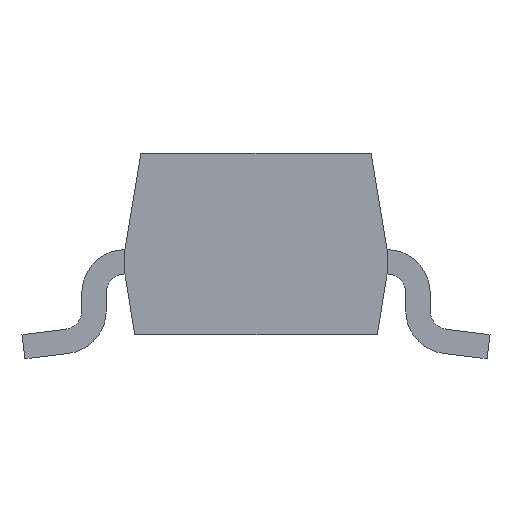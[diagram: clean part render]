
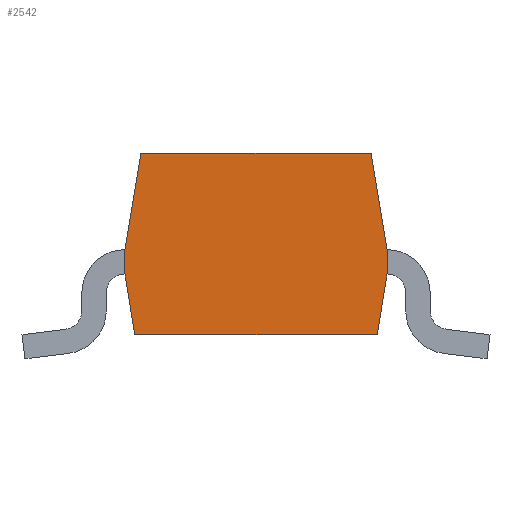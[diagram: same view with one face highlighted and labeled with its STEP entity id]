
A CAD part, front view. The second image highlights one B-rep face of the part: STEP entity #2542.
In plain terms, the highlighted planar face has unit normal (0, -1, 0).
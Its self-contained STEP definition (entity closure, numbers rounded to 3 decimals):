
#258=PLANE('',#2670);
#393=FACE_OUTER_BOUND('',#534,.T.);
#534=EDGE_LOOP('',(#2325,#2326,#2327,#2328,#2329,#2330,#2331,#2332));
#737=LINE('',#4704,#962);
#741=LINE('',#4713,#966);
#745=LINE('',#4720,#970);
#747=LINE('',#4725,#972);
#750=LINE('',#4731,#975);
#753=LINE('',#4737,#978);
#756=LINE('',#4743,#981);
#759=LINE('',#4748,#984);
#962=VECTOR('',#3059,1.23);
#966=VECTOR('',#3065,0.13);
#970=VECTOR('',#3071,0.522);
#972=VECTOR('',#3077,0.522);
#975=VECTOR('',#3082,0.13);
#978=VECTOR('',#3087,0.329);
#981=VECTOR('',#3092,1.296);
#984=VECTOR('',#3097,0.329);
#1236=VERTEX_POINT('',#4702);
#1237=VERTEX_POINT('',#4703);
#1240=VERTEX_POINT('',#4711);
#1241=VERTEX_POINT('',#4712);
#1244=VERTEX_POINT('',#4724);
#1246=VERTEX_POINT('',#4730);
#1248=VERTEX_POINT('',#4736);
#1250=VERTEX_POINT('',#4742);
#1591=EDGE_CURVE('',#1236,#1237,#737,.T.);
#1595=EDGE_CURVE('',#1240,#1241,#741,.T.);
#1599=EDGE_CURVE('',#1241,#1236,#745,.T.);
#1601=EDGE_CURVE('',#1237,#1244,#747,.T.);
#1604=EDGE_CURVE('',#1244,#1246,#750,.T.);
#1607=EDGE_CURVE('',#1246,#1248,#753,.T.);
#1610=EDGE_CURVE('',#1248,#1250,#756,.T.);
#1613=EDGE_CURVE('',#1250,#1240,#759,.T.);
#2325=ORIENTED_EDGE('',*,*,#1595,.F.);
#2326=ORIENTED_EDGE('',*,*,#1613,.F.);
#2327=ORIENTED_EDGE('',*,*,#1610,.F.);
#2328=ORIENTED_EDGE('',*,*,#1607,.F.);
#2329=ORIENTED_EDGE('',*,*,#1604,.F.);
#2330=ORIENTED_EDGE('',*,*,#1601,.F.);
#2331=ORIENTED_EDGE('',*,*,#1591,.F.);
#2332=ORIENTED_EDGE('',*,*,#1599,.F.);
#2542=ADVANCED_FACE('',(#393),#258,.T.);
#2670=AXIS2_PLACEMENT_3D('',#4750,#3099,#3100);
#3059=DIRECTION('',(1.,0.,0.));
#3065=DIRECTION('',(0.,0.,1.));
#3071=DIRECTION('',(0.162,0.,0.987));
#3077=DIRECTION('',(0.162,0.,-0.987));
#3082=DIRECTION('',(0.,0.,-1.));
#3087=DIRECTION('',(-0.159,0.,-0.987));
#3092=DIRECTION('',(-1.,0.,0.));
#3097=DIRECTION('',(-0.159,0.,0.987));
#3099=DIRECTION('center_axis',(0.,-1.,0.));
#3100=DIRECTION('ref_axis',(0.,0.,1.));
#4702=CARTESIAN_POINT('',(-0.615,-1.5,1.1));
#4703=CARTESIAN_POINT('',(0.615,-1.5,1.1));
#4704=CARTESIAN_POINT('',(-0.615,-1.5,1.1));
#4711=CARTESIAN_POINT('',(-0.7,-1.5,0.455));
#4712=CARTESIAN_POINT('',(-0.7,-1.5,0.585));
#4713=CARTESIAN_POINT('',(-0.7,-1.5,0.455));
#4720=CARTESIAN_POINT('',(-0.7,-1.5,0.585));
#4724=CARTESIAN_POINT('',(0.7,-1.5,0.585));
#4725=CARTESIAN_POINT('',(0.615,-1.5,1.1));
#4730=CARTESIAN_POINT('',(0.7,-1.5,0.455));
#4731=CARTESIAN_POINT('',(0.7,-1.5,0.585));
#4736=CARTESIAN_POINT('',(0.648,-1.5,0.13));
#4737=CARTESIAN_POINT('',(0.7,-1.5,0.455));
#4742=CARTESIAN_POINT('',(-0.648,-1.5,0.13));
#4743=CARTESIAN_POINT('',(0.648,-1.5,0.13));
#4748=CARTESIAN_POINT('',(-0.648,-1.5,0.13));
#4750=CARTESIAN_POINT('Origin',(0.,-1.5,0.608));
